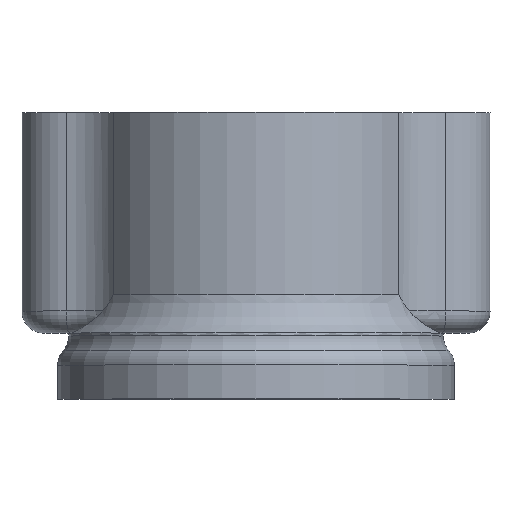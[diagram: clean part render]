
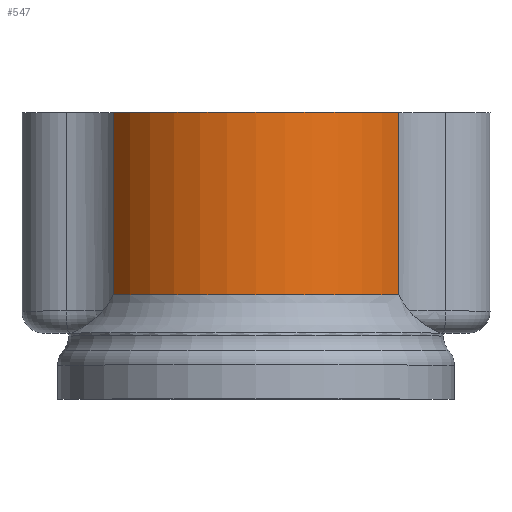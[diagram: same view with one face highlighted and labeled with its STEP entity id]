
A CAD part, top view. The second image highlights one B-rep face of the part: STEP entity #547.
In plain terms, the highlighted cylindrical face has radius 7.5 mm (diameter 15 mm), a partial arc.
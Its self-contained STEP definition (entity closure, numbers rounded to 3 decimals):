
#65=FACE_OUTER_BOUND('',#100,.T.);
#100=EDGE_LOOP('',(#440,#441,#442,#443));
#139=LINE('',#1044,#160);
#140=LINE('',#1048,#161);
#160=VECTOR('',#801,1000.);
#161=VECTOR('',#804,1000.);
#201=CIRCLE('',#635,7.5);
#202=CIRCLE('',#636,7.5);
#262=VERTEX_POINT('',#1042);
#263=VERTEX_POINT('',#1043);
#264=VERTEX_POINT('',#1045);
#265=VERTEX_POINT('',#1047);
#330=EDGE_CURVE('',#262,#263,#139,.T.);
#331=EDGE_CURVE('',#263,#264,#201,.T.);
#332=EDGE_CURVE('',#264,#265,#140,.T.);
#333=EDGE_CURVE('',#262,#265,#202,.T.);
#440=ORIENTED_EDGE('',*,*,#330,.T.);
#441=ORIENTED_EDGE('',*,*,#331,.T.);
#442=ORIENTED_EDGE('',*,*,#332,.T.);
#443=ORIENTED_EDGE('',*,*,#333,.F.);
#524=CYLINDRICAL_SURFACE('',#634,7.5);
#547=ADVANCED_FACE('',(#65),#524,.T.);
#634=AXIS2_PLACEMENT_3D('',#1041,#799,#800);
#635=AXIS2_PLACEMENT_3D('',#1046,#802,#803);
#636=AXIS2_PLACEMENT_3D('',#1049,#805,#806);
#799=DIRECTION('center_axis',(0.,-1.,0.));
#800=DIRECTION('ref_axis',(0.,0.,1.));
#801=DIRECTION('',(0.,-1.,0.));
#802=DIRECTION('center_axis',(0.,1.,0.));
#803=DIRECTION('ref_axis',(0.,0.,-1.));
#804=DIRECTION('',(0.,1.,0.));
#805=DIRECTION('center_axis',(0.,1.,0.));
#806=DIRECTION('ref_axis',(0.,0.,1.));
#1041=CARTESIAN_POINT('Origin',(0.,10.,0.));
#1042=CARTESIAN_POINT('',(-6.468,10.,3.796));
#1043=CARTESIAN_POINT('',(-6.468,1.732,3.796));
#1044=CARTESIAN_POINT('',(-6.468,10.,3.796));
#1045=CARTESIAN_POINT('',(6.468,1.732,3.796));
#1046=CARTESIAN_POINT('Origin',(0.,1.732,0.));
#1047=CARTESIAN_POINT('',(6.468,10.,3.796));
#1048=CARTESIAN_POINT('',(6.468,10.,3.796));
#1049=CARTESIAN_POINT('Origin',(0.,10.,0.));
